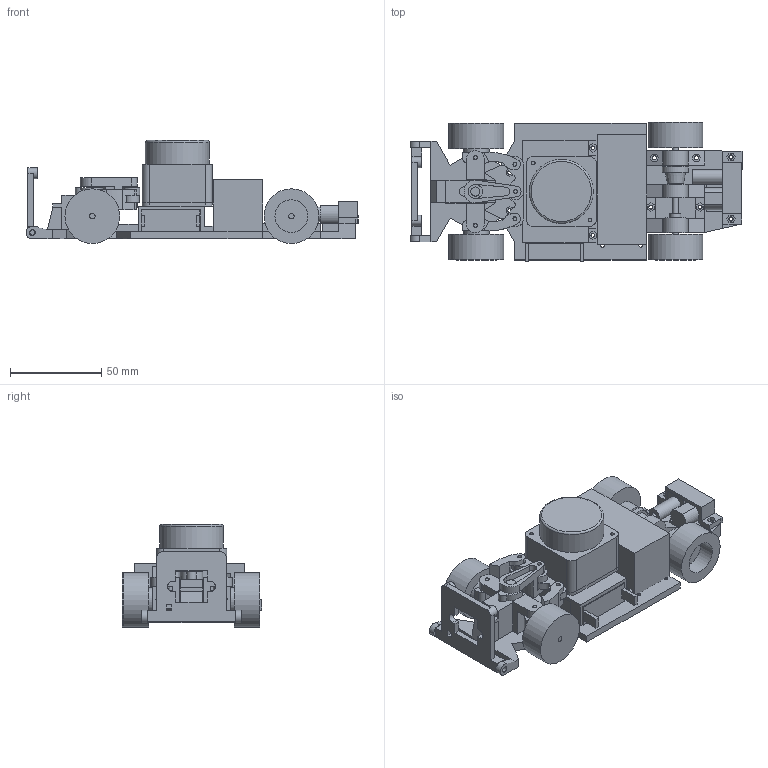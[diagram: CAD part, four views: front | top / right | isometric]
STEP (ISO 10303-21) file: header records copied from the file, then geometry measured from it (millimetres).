
FILE_DESCRIPTION(/* description */ (''),/* implementation_level */ '2;1');
FILE_NAME(/* name */ 'rro.step',/* time_stamp */ '2022-06-29T12:25:46+03:00',/* author */ (''),/* organization */ (''),/* preprocessor_version */ 'ST-DEVELOPER v19',/* originating_system */ 'Autodesk Translation Framework v11.7.0.108',/* authorisation */ '');
FILE_SCHEMA (('AUTOMOTIVE_DESIGN { 1 0 10303 214 3 1 1 }'));
Length unit declared in the file: millimetre
Products named in the file (24): rroo new; рама рулевого; лидар v1; задняя ось; правый поворотный 
кулак; ось поворотного 
кулака; servo v5; левый поворотный 
кулак; ось переднего 
колеса; поворотный кулак(
внутри колеса); качалка; рулевая тяга; крупление задней 
оси левое; втулка6*3,5*3; втулка 5*4*2; колесо; крепление аккума; Аккумулятор 4
50мАч-Body v1; крепление задней 
оси правое; плата; wro_мотор v1; крепление камеры; rro крепление мотора 
v1(Mirror); соединение мотора 
с шестернёй v1
Assembly tree (45 placements, depth 2):
  rroo new
    рама рулевого
    лидар v1
    задняя ось
    правый поворотный 
кулак
    втулка 5*4*2  x9
    ось поворотного 
кулака  x2
    втулка6*3,5*3  x8
    поворотный кулак(
внутри колеса)  x2
    ось переднего 
колеса  x2
    колесо  x4
    servo v5
    левый поворотный 
кулак
    качалка
    рулевая тяга  x2
    крупление задней 
оси левое
    крепление аккума
    Аккумулятор 4
50мАч-Body v1
    крепление задней 
оси правое
    плата
    wro_мотор v1
    крепление камеры
    rro крепление мотора 
v1(Mirror)
    соединение мотора 
с шестернёй v1
Bounding box: 182 x 76.5 x 56.5 mm (x, y, z)
Volume: 229214.7 mm3; surface area: 98064.3 mm2
Topology: 48 solids, 48 shells, 720 faces, 1692 edges, 1115 vertices
Faces by surface type: plane 482, cylinder 206, bspline 20, cone 11, torus 1
Full cylindrical faces by diameter (mm): 1.9 x3, 2 x21, 2.2 x28, 2.4 x2, 2.9 x2, 3 x21, 3.2 x3, 3.5 x5, 4 x1, 5 x10, 5.2 x8, 6 x12, 6.2 x8, 7.8 x1, 8 x1, 12 x2, 12.2 x2, 14 x2, 14.3 x1, 18 x4, 30 x4, 35 x1
Entity records: 20315 total; most frequent: CARTESIAN_POINT 4251, DIRECTION 3166, ORIENTED_EDGE 3078, EDGE_CURVE 1539, LINE 1148, VECTOR 1148, VERTEX_POINT 1013, AXIS2_PLACEMENT_3D 1009
